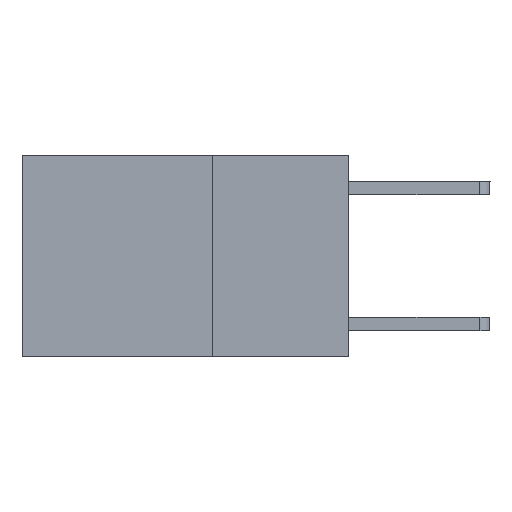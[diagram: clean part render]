
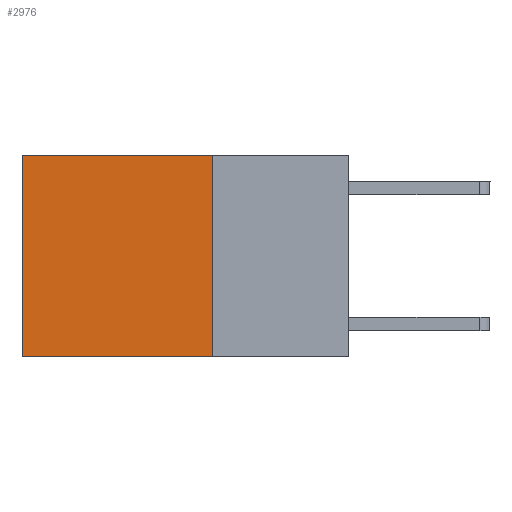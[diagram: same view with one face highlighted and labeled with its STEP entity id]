
A CAD part, left-side view. The second image highlights one B-rep face of the part: STEP entity #2976.
In plain terms, the highlighted planar face has unit normal (-1, 0, 0).
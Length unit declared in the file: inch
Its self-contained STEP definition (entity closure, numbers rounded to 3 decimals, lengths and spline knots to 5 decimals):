
#82 = DIRECTION ( 'NONE',  ( 0., 0., -1. ) ) ;
#110 = DIRECTION ( 'NONE',  ( 0., 1., 0. ) ) ;
#766 = VERTEX_POINT ( 'NONE', #7948 ) ;
#1099 = VECTOR ( 'NONE', #110, 39.37008 ) ;
#1191 = CARTESIAN_POINT ( 'NONE',  ( 0.2625, 0.25, -0.37 ) ) ;
#1958 = CARTESIAN_POINT ( 'NONE',  ( 0.2625, 0.25, 0. ) ) ;
#2131 = VERTEX_POINT ( 'NONE', #6001 ) ;
#2208 = ORIENTED_EDGE ( 'NONE', *, *, #5584, .T. ) ;
#2976 = ADVANCED_FACE ( 'NONE', ( #5656 ), #8957, .F. ) ;
#3089 = EDGE_CURVE ( 'NONE', #2131, #7985, #4929, .T. ) ;
#3322 = ORIENTED_EDGE ( 'NONE', *, *, #5609, .F. ) ;
#3478 = VECTOR ( 'NONE', #7264, 39.37008 ) ;
#3848 = LINE ( 'NONE', #5984, #8844 ) ;
#4566 = CARTESIAN_POINT ( 'NONE',  ( 0.2625, 0.6, -0.37 ) ) ;
#4889 = VECTOR ( 'NONE', #6041, 39.37008 ) ;
#4929 = LINE ( 'NONE', #5978, #4889 ) ;
#5081 = EDGE_LOOP ( 'NONE', ( #2208, #3322, #7874, #8089 ) ) ;
#5349 = LINE ( 'NONE', #6807, #1099 ) ;
#5468 = EDGE_CURVE ( 'NONE', #2131, #766, #8741, .T. ) ;
#5584 = EDGE_CURVE ( 'NONE', #766, #7012, #3848, .T. ) ;
#5609 = EDGE_CURVE ( 'NONE', #7985, #7012, #5349, .T. ) ;
#5656 = FACE_OUTER_BOUND ( 'NONE', #5081, .T. ) ;
#5978 = CARTESIAN_POINT ( 'NONE',  ( 0.2625, 0.25, 0. ) ) ;
#5984 = CARTESIAN_POINT ( 'NONE',  ( 0.2625, 0.6, 0. ) ) ;
#6001 = CARTESIAN_POINT ( 'NONE',  ( 0.2625, 0.25, 0. ) ) ;
#6041 = DIRECTION ( 'NONE',  ( 0., 0., -1. ) ) ;
#6807 = CARTESIAN_POINT ( 'NONE',  ( 0.2625, 0.25, -0.37 ) ) ;
#7012 = VERTEX_POINT ( 'NONE', #4566 ) ;
#7149 = AXIS2_PLACEMENT_3D ( 'NONE', #9057, #8943, #8926 ) ;
#7264 = DIRECTION ( 'NONE',  ( 0., 1., 0. ) ) ;
#7874 = ORIENTED_EDGE ( 'NONE', *, *, #3089, .F. ) ;
#7948 = CARTESIAN_POINT ( 'NONE',  ( 0.2625, 0.6, 0. ) ) ;
#7985 = VERTEX_POINT ( 'NONE', #1191 ) ;
#8089 = ORIENTED_EDGE ( 'NONE', *, *, #5468, .T. ) ;
#8741 = LINE ( 'NONE', #1958, #3478 ) ;
#8844 = VECTOR ( 'NONE', #82, 39.37008 ) ;
#8926 = DIRECTION ( 'NONE',  ( 0., 0., -1. ) ) ;
#8943 = DIRECTION ( 'NONE',  ( 1., 0., 0. ) ) ;
#8957 = PLANE ( 'NONE',  #7149 ) ;
#9057 = CARTESIAN_POINT ( 'NONE',  ( 0.2625, 0.25, 0. ) ) ;
